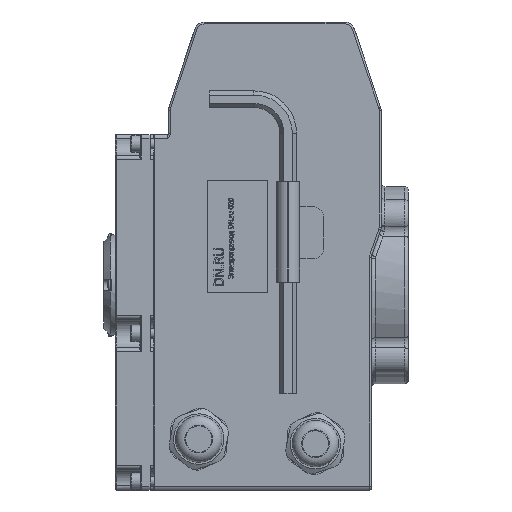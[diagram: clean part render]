
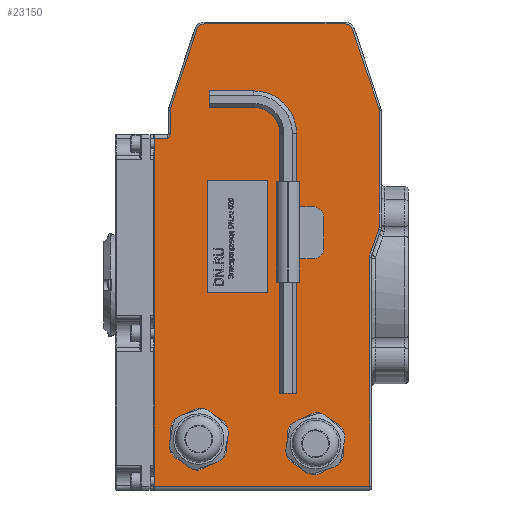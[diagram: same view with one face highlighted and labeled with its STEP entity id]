
A CAD part, left-side view. The second image highlights one B-rep face of the part: STEP entity #23150.
In plain terms, the highlighted planar face has unit normal (-1, 0, 0).
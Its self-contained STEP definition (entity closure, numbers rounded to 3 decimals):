
#232=FACE_BOUND('',#3212,.T.);
#583=B_SPLINE_CURVE_WITH_KNOTS('',3,(#32795,#32796,#32797,#32798,#32799,
#32800,#32801,#32802),.UNSPECIFIED.,.F.,.F.,(4,2,1,1,4),(-0.001,
0.,0.113,0.169,0.282),.UNSPECIFIED.);
#1141=PLANE('',#24731);
#1889=FACE_OUTER_BOUND('',#3211,.T.);
#3211=EDGE_LOOP('',(#14947,#14948,#14949,#14950,#14951,#14952,#14953,#14954,
#14955,#14956,#14957,#14958,#14959,#14960,#14961,#14962,#14963));
#3212=EDGE_LOOP('',(#14964,#14965,#14966,#14967));
#4610=LINE('',#32808,#6441);
#4612=LINE('',#32820,#6443);
#4614=LINE('',#32832,#6445);
#4616=LINE('',#32844,#6447);
#4618=LINE('',#32856,#6449);
#4620=LINE('',#32868,#6451);
#4622=LINE('',#32880,#6453);
#4642=LINE('',#32982,#6473);
#4643=LINE('',#32986,#6474);
#4644=LINE('',#32987,#6475);
#4645=LINE('',#32990,#6476);
#4646=LINE('',#32992,#6477);
#4647=LINE('',#32994,#6478);
#4648=LINE('',#32995,#6479);
#6441=VECTOR('',#26812,10.);
#6443=VECTOR('',#26826,10.);
#6445=VECTOR('',#26840,10.);
#6447=VECTOR('',#26854,10.);
#6449=VECTOR('',#26868,10.);
#6451=VECTOR('',#26882,10.);
#6453=VECTOR('',#26896,10.);
#6473=VECTOR('',#26964,10.);
#6474=VECTOR('',#26969,10.);
#6475=VECTOR('',#26970,10.);
#6476=VECTOR('',#26971,10.);
#6477=VECTOR('',#26972,10.);
#6478=VECTOR('',#26973,10.);
#6479=VECTOR('',#26974,10.);
#8264=CIRCLE('',#24673,4.);
#8268=CIRCLE('',#24679,4.);
#8272=CIRCLE('',#24685,4.);
#8276=CIRCLE('',#24691,4.);
#8280=CIRCLE('',#24697,4.);
#8284=CIRCLE('',#24703,6.);
#9215=VERTEX_POINT('',#32783);
#9217=VERTEX_POINT('',#32786);
#9218=VERTEX_POINT('',#32804);
#9220=VERTEX_POINT('',#32810);
#9222=VERTEX_POINT('',#32816);
#9224=VERTEX_POINT('',#32822);
#9226=VERTEX_POINT('',#32828);
#9228=VERTEX_POINT('',#32834);
#9230=VERTEX_POINT('',#32840);
#9232=VERTEX_POINT('',#32846);
#9234=VERTEX_POINT('',#32852);
#9236=VERTEX_POINT('',#32858);
#9238=VERTEX_POINT('',#32864);
#9240=VERTEX_POINT('',#32870);
#9242=VERTEX_POINT('',#32876);
#9267=VERTEX_POINT('',#32981);
#9268=VERTEX_POINT('',#32985);
#9269=VERTEX_POINT('',#32988);
#9270=VERTEX_POINT('',#32989);
#9271=VERTEX_POINT('',#32991);
#9272=VERTEX_POINT('',#32993);
#11410=EDGE_CURVE('',#9217,#9215,#583,.T.);
#11413=EDGE_CURVE('',#9215,#9218,#4610,.T.);
#11416=EDGE_CURVE('',#9218,#9220,#8264,.T.);
#11419=EDGE_CURVE('',#9220,#9222,#4612,.T.);
#11422=EDGE_CURVE('',#9222,#9224,#8268,.T.);
#11425=EDGE_CURVE('',#9224,#9226,#4614,.T.);
#11428=EDGE_CURVE('',#9226,#9228,#8272,.T.);
#11431=EDGE_CURVE('',#9228,#9230,#4616,.T.);
#11434=EDGE_CURVE('',#9230,#9232,#8276,.T.);
#11437=EDGE_CURVE('',#9232,#9234,#4618,.T.);
#11440=EDGE_CURVE('',#9234,#9236,#8280,.T.);
#11443=EDGE_CURVE('',#9236,#9238,#4620,.T.);
#11446=EDGE_CURVE('',#9238,#9240,#8284,.T.);
#11449=EDGE_CURVE('',#9240,#9242,#4622,.T.);
#11485=EDGE_CURVE('',#9242,#9267,#4642,.T.);
#11487=EDGE_CURVE('',#9268,#9217,#4643,.T.);
#11488=EDGE_CURVE('',#9267,#9268,#4644,.T.);
#11489=EDGE_CURVE('',#9269,#9270,#4645,.T.);
#11490=EDGE_CURVE('',#9270,#9271,#4646,.T.);
#11491=EDGE_CURVE('',#9271,#9272,#4647,.T.);
#11492=EDGE_CURVE('',#9272,#9269,#4648,.T.);
#14947=ORIENTED_EDGE('',*,*,#11449,.F.);
#14948=ORIENTED_EDGE('',*,*,#11446,.F.);
#14949=ORIENTED_EDGE('',*,*,#11443,.F.);
#14950=ORIENTED_EDGE('',*,*,#11440,.F.);
#14951=ORIENTED_EDGE('',*,*,#11437,.F.);
#14952=ORIENTED_EDGE('',*,*,#11434,.F.);
#14953=ORIENTED_EDGE('',*,*,#11431,.F.);
#14954=ORIENTED_EDGE('',*,*,#11428,.F.);
#14955=ORIENTED_EDGE('',*,*,#11425,.F.);
#14956=ORIENTED_EDGE('',*,*,#11422,.F.);
#14957=ORIENTED_EDGE('',*,*,#11419,.F.);
#14958=ORIENTED_EDGE('',*,*,#11416,.F.);
#14959=ORIENTED_EDGE('',*,*,#11413,.F.);
#14960=ORIENTED_EDGE('',*,*,#11410,.F.);
#14961=ORIENTED_EDGE('',*,*,#11487,.F.);
#14962=ORIENTED_EDGE('',*,*,#11488,.F.);
#14963=ORIENTED_EDGE('',*,*,#11485,.F.);
#14964=ORIENTED_EDGE('',*,*,#11489,.T.);
#14965=ORIENTED_EDGE('',*,*,#11490,.T.);
#14966=ORIENTED_EDGE('',*,*,#11491,.T.);
#14967=ORIENTED_EDGE('',*,*,#11492,.T.);
#23150=ADVANCED_FACE('',(#1889,#232),#1141,.F.);
#24673=AXIS2_PLACEMENT_3D('',#32814,#26819,#26820);
#24679=AXIS2_PLACEMENT_3D('',#32826,#26833,#26834);
#24685=AXIS2_PLACEMENT_3D('',#32838,#26847,#26848);
#24691=AXIS2_PLACEMENT_3D('',#32850,#26861,#26862);
#24697=AXIS2_PLACEMENT_3D('',#32862,#26875,#26876);
#24703=AXIS2_PLACEMENT_3D('',#32874,#26889,#26890);
#24731=AXIS2_PLACEMENT_3D('',#32984,#26967,#26968);
#26812=DIRECTION('',(0.,0.,1.));
#26819=DIRECTION('center_axis',(1.,0.,0.));
#26820=DIRECTION('ref_axis',(0.,0.987,0.16));
#26826=DIRECTION('',(0.,-0.316,0.949));
#26833=DIRECTION('center_axis',(1.,0.,0.));
#26834=DIRECTION('ref_axis',(0.,0.585,0.811));
#26840=DIRECTION('',(0.,-1.,0.));
#26847=DIRECTION('center_axis',(1.,0.,0.));
#26848=DIRECTION('ref_axis',(0.,-0.585,0.811));
#26854=DIRECTION('',(0.,-0.316,-0.949));
#26861=DIRECTION('center_axis',(1.,0.,0.));
#26862=DIRECTION('ref_axis',(0.,-0.987,0.16));
#26868=DIRECTION('',(0.,0.,-1.));
#26875=DIRECTION('center_axis',(1.,0.,0.));
#26876=DIRECTION('ref_axis',(0.,-0.986,-0.17));
#26882=DIRECTION('',(0.,0.334,-0.942));
#26889=DIRECTION('center_axis',(-1.,0.,0.));
#26890=DIRECTION('ref_axis',(0.,0.986,0.17));
#26896=DIRECTION('',(0.,0.,-1.));
#26964=DIRECTION('',(0.,1.,0.));
#26967=DIRECTION('center_axis',(1.,0.,0.));
#26968=DIRECTION('ref_axis',(0.,0.,-1.));
#26969=DIRECTION('',(0.,-1.,0.));
#26970=DIRECTION('',(0.,0.,1.));
#26971=DIRECTION('',(0.,1.,0.));
#26972=DIRECTION('',(0.,0.,1.));
#26973=DIRECTION('',(0.,-1.,0.));
#26974=DIRECTION('',(0.,0.,-1.));
#32783=CARTESIAN_POINT('',(0.,54.,63.06));
#32786=CARTESIAN_POINT('',(0.,55.5,60.769));
#32795=CARTESIAN_POINT('Ctrl Pts',(0.,55.5,60.769));
#32796=CARTESIAN_POINT('Ctrl Pts',(0.,55.499,60.77));
#32797=CARTESIAN_POINT('Ctrl Pts',(0.,55.497,60.771));
#32798=CARTESIAN_POINT('Ctrl Pts',(0.,55.204,61.01));
#32799=CARTESIAN_POINT('Ctrl Pts',(0.,54.764,61.374));
#32800=CARTESIAN_POINT('Ctrl Pts',(0.,54.186,62.125));
#32801=CARTESIAN_POINT('Ctrl Pts',(0.,54.,62.683));
#32802=CARTESIAN_POINT('Ctrl Pts',(0.,54.,63.06));
#32804=CARTESIAN_POINT('',(0.,54.,75.089));
#32808=CARTESIAN_POINT('',(0.,54.,7.05));
#32810=CARTESIAN_POINT('',(0.,53.795,76.354));
#32814=CARTESIAN_POINT('Origin',(0.,50.,75.089));
#32816=CARTESIAN_POINT('',(0.,40.191,117.165));
#32820=CARTESIAN_POINT('',(0.,62.686,49.679));
#32822=CARTESIAN_POINT('',(0.,36.396,119.9));
#32826=CARTESIAN_POINT('Origin',(0.,36.396,115.9));
#32828=CARTESIAN_POINT('',(0.,-36.396,119.9));
#32832=CARTESIAN_POINT('',(0.,20.,119.9));
#32834=CARTESIAN_POINT('',(0.,-40.191,117.165));
#32838=CARTESIAN_POINT('Origin',(0.,-36.396,115.9));
#32840=CARTESIAN_POINT('',(0.,-53.795,76.354));
#32844=CARTESIAN_POINT('',(0.,-55.186,72.179));
#32846=CARTESIAN_POINT('',(0.,-54.,75.089));
#32850=CARTESIAN_POINT('Origin',(0.,-50.,75.089));
#32852=CARTESIAN_POINT('',(0.,-54.,14.96));
#32856=CARTESIAN_POINT('',(0.,-54.,37.95));
#32858=CARTESIAN_POINT('',(0.,-53.77,13.623));
#32862=CARTESIAN_POINT('Origin',(0.,-50.,14.96));
#32864=CARTESIAN_POINT('',(0.,-49.345,1.145));
#32868=CARTESIAN_POINT('',(0.,-48.765,-0.491));
#32870=CARTESIAN_POINT('',(0.,-49.,-0.86));
#32874=CARTESIAN_POINT('Origin',(0.,-55.,-0.86));
#32876=CARTESIAN_POINT('',(0.,-49.,-118.9));
#32880=CARTESIAN_POINT('',(0.,-49.,0.));
#32981=CARTESIAN_POINT('',(0.,62.3,-118.9));
#32982=CARTESIAN_POINT('',(0.,-25.,-118.9));
#32984=CARTESIAN_POINT('Origin',(0.,0.,0.));
#32985=CARTESIAN_POINT('',(0.,62.3,60.769));
#32986=CARTESIAN_POINT('',(0.,27.5,60.769));
#32987=CARTESIAN_POINT('',(0.,62.3,-120.9));
#32988=CARTESIAN_POINT('',(0.,3.522,-18.847));
#32989=CARTESIAN_POINT('',(0.,34.889,-18.847));
#32990=CARTESIAN_POINT('',(0.,17.444,-18.847));
#32991=CARTESIAN_POINT('',(0.,34.889,39.262));
#32992=CARTESIAN_POINT('',(0.,34.889,19.631));
#32993=CARTESIAN_POINT('',(0.,3.522,39.262));
#32994=CARTESIAN_POINT('',(0.,1.761,39.262));
#32995=CARTESIAN_POINT('',(0.,3.522,-9.423));
